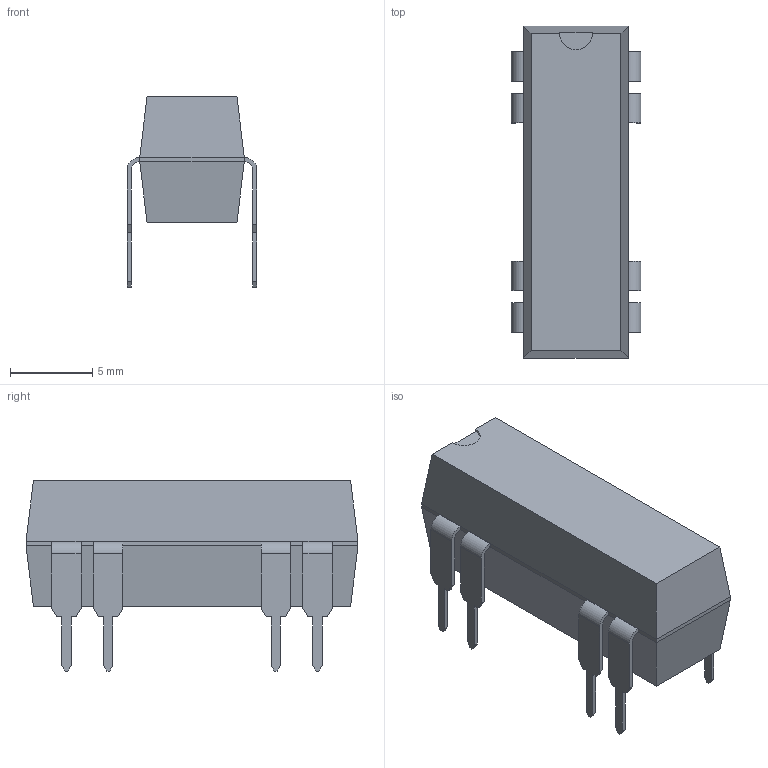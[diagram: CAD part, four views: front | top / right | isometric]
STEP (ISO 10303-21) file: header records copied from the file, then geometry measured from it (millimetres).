
FILE_DESCRIPTION((''),'2;1');
FILE_NAME('REL_MAGNECRAFT_171DIP.stp','2013-03-07T15:34:51',(''),(''),'Mechanical Desktop 2011','Mechanical Desktop 2011',', , ');
FILE_SCHEMA(('AUTOMOTIVE_DESIGN { 1 2 10303 214 1 1 1 1 }'));
Length unit declared in the file: millimetre
Products named in the file (1): Product
Bounding box: 7.87 x 20.14 x 11.56 mm (x, y, z)
Volume: 908.7 mm3; surface area: 804.5 mm2
Topology: 9 solids, 9 shells, 160 faces, 418 edges, 276 vertices
Faces by surface type: plane 79, bspline 72, cylinder 9
Entity records: 4982 total; most frequent: CARTESIAN_POINT 1183, ORIENTED_EDGE 836, DIRECTION 632, EDGE_CURVE 418, VECTOR 382, LINE 382, VERTEX_POINT 276, EDGE_LOOP 160
